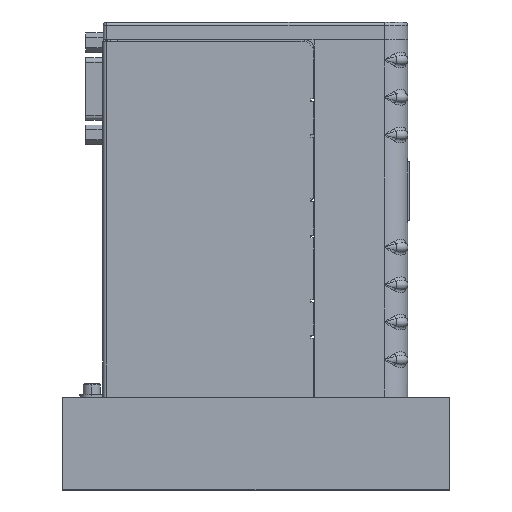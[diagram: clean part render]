
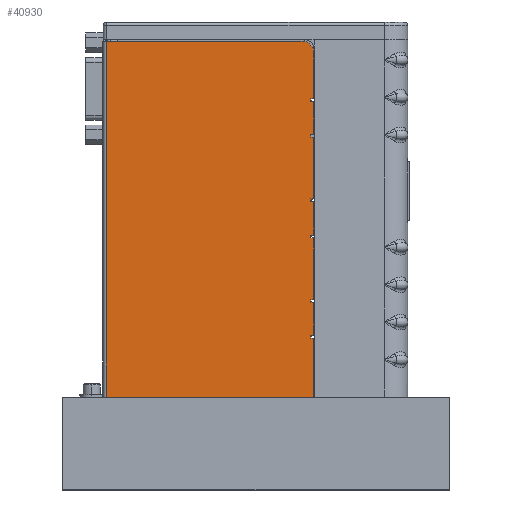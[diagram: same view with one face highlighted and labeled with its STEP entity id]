
A CAD part, top view. The second image highlights one B-rep face of the part: STEP entity #40930.
In plain terms, the highlighted face is planar.
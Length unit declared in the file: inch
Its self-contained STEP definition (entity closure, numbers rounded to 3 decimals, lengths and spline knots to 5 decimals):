
#38472=DIRECTION('',(0.,-1.,0.));
#38473=VECTOR('',#38472,3.8);
#38474=CARTESIAN_POINT('',(0.034,3.8,0.5625));
#38475=LINE('',#38474,#38473);
#38476=DIRECTION('',(-1.,0.,0.));
#38477=VECTOR('',#38476,2.091);
#38478=CARTESIAN_POINT('',(2.125,3.8,0.5625));
#38479=LINE('',#38478,#38477);
#38518=DIRECTION('',(1.,0.,0.));
#38519=VECTOR('',#38518,0.03);
#38520=CARTESIAN_POINT('',(2.22,3.185,0.5625));
#38521=LINE('',#38520,#38519);
#38526=DIRECTION('',(1.,0.,0.));
#38527=VECTOR('',#38526,0.03);
#38528=CARTESIAN_POINT('',(2.22,0.63,0.5625));
#38529=LINE('',#38528,#38527);
#38530=DIRECTION('',(0.,-1.,0.));
#38531=VECTOR('',#38530,0.63);
#38532=CARTESIAN_POINT('',(2.25,0.63,0.5625));
#38533=LINE('',#38532,#38531);
#38534=DIRECTION('',(-1.,0.,0.));
#38535=VECTOR('',#38534,2.216);
#38536=CARTESIAN_POINT('',(2.25,0.,0.5625));
#38537=LINE('',#38536,#38535);
#38538=CARTESIAN_POINT('',(2.125,3.675,0.5625));
#38539=DIRECTION('',(0.,0.,-1.));
#38540=DIRECTION('',(0.,1.,0.));
#38541=AXIS2_PLACEMENT_3D('',#38538,#38539,#38540);
#38543=DIRECTION('',(0.,-1.,0.));
#38544=VECTOR('',#38543,0.49);
#38545=CARTESIAN_POINT('',(2.25,3.675,0.5625));
#38546=LINE('',#38545,#38544);
#38547=DIRECTION('',(1.,0.,0.));
#38548=VECTOR('',#38547,0.03);
#38549=CARTESIAN_POINT('',(2.22,3.155,0.5625));
#38550=LINE('',#38549,#38548);
#38551=DIRECTION('',(0.,-1.,0.));
#38552=VECTOR('',#38551,0.35);
#38553=CARTESIAN_POINT('',(2.25,3.155,0.5625));
#38554=LINE('',#38553,#38552);
#38555=DIRECTION('',(1.,0.,0.));
#38556=VECTOR('',#38555,0.03);
#38557=CARTESIAN_POINT('',(2.22,2.775,0.5625));
#38558=LINE('',#38557,#38556);
#38559=DIRECTION('',(0.,-1.,0.));
#38560=VECTOR('',#38559,0.66);
#38561=CARTESIAN_POINT('',(2.25,2.775,0.5625));
#38562=LINE('',#38561,#38560);
#38563=DIRECTION('',(1.,0.,0.));
#38564=VECTOR('',#38563,0.03);
#38565=CARTESIAN_POINT('',(2.22,2.085,0.5625));
#38566=LINE('',#38565,#38564);
#38567=DIRECTION('',(0.,-1.,0.));
#38568=VECTOR('',#38567,0.355);
#38569=CARTESIAN_POINT('',(2.25,2.085,0.5625));
#38570=LINE('',#38569,#38568);
#38571=DIRECTION('',(1.,0.,0.));
#38572=VECTOR('',#38571,0.03);
#38573=CARTESIAN_POINT('',(2.22,1.7,0.5625));
#38574=LINE('',#38573,#38572);
#38575=DIRECTION('',(0.,-1.,0.));
#38576=VECTOR('',#38575,0.66);
#38577=CARTESIAN_POINT('',(2.25,1.7,0.5625));
#38578=LINE('',#38577,#38576);
#38579=DIRECTION('',(1.,0.,0.));
#38580=VECTOR('',#38579,0.03);
#38581=CARTESIAN_POINT('',(2.22,1.01,0.5625));
#38582=LINE('',#38581,#38580);
#38583=DIRECTION('',(0.,-1.,0.));
#38584=VECTOR('',#38583,0.35);
#38585=CARTESIAN_POINT('',(2.25,1.01,0.5625));
#38586=LINE('',#38585,#38584);
#38587=DIRECTION('',(0.,1.,0.));
#38588=VECTOR('',#38587,0.03);
#38589=CARTESIAN_POINT('',(2.22,0.63,0.5625));
#38590=LINE('',#38589,#38588);
#38618=DIRECTION('',(1.,0.,0.));
#38619=VECTOR('',#38618,0.03);
#38620=CARTESIAN_POINT('',(2.22,0.66,0.5625));
#38621=LINE('',#38620,#38619);
#38754=DIRECTION('',(0.,1.,0.));
#38755=VECTOR('',#38754,0.03);
#38756=CARTESIAN_POINT('',(2.22,1.01,0.5625));
#38757=LINE('',#38756,#38755);
#38762=DIRECTION('',(1.,0.,0.));
#38763=VECTOR('',#38762,0.03);
#38764=CARTESIAN_POINT('',(2.22,1.04,0.5625));
#38765=LINE('',#38764,#38763);
#38786=DIRECTION('',(0.,1.,0.));
#38787=VECTOR('',#38786,0.03);
#38788=CARTESIAN_POINT('',(2.22,1.7,0.5625));
#38789=LINE('',#38788,#38787);
#38816=DIRECTION('',(1.,0.,0.));
#38817=VECTOR('',#38816,0.03);
#38818=CARTESIAN_POINT('',(2.22,1.73,0.5625));
#38819=LINE('',#38818,#38817);
#38890=DIRECTION('',(0.,1.,0.));
#38891=VECTOR('',#38890,0.03);
#38892=CARTESIAN_POINT('',(2.22,2.085,0.5625));
#38893=LINE('',#38892,#38891);
#38898=DIRECTION('',(1.,0.,0.));
#38899=VECTOR('',#38898,0.03);
#38900=CARTESIAN_POINT('',(2.22,2.115,0.5625));
#38901=LINE('',#38900,#38899);
#38922=DIRECTION('',(0.,1.,0.));
#38923=VECTOR('',#38922,0.03);
#38924=CARTESIAN_POINT('',(2.22,2.775,0.5625));
#38925=LINE('',#38924,#38923);
#38953=DIRECTION('',(1.,0.,0.));
#38954=VECTOR('',#38953,0.03);
#38955=CARTESIAN_POINT('',(2.22,2.805,0.5625));
#38956=LINE('',#38955,#38954);
#39028=DIRECTION('',(0.,1.,0.));
#39029=VECTOR('',#39028,0.03);
#39030=CARTESIAN_POINT('',(2.22,3.155,0.5625));
#39031=LINE('',#39030,#39029);
#40024=CARTESIAN_POINT('',(0.034,0.,0.5625));
#40025=VERTEX_POINT('',#40024);
#40026=CARTESIAN_POINT('',(2.25,0.,0.5625));
#40027=VERTEX_POINT('',#40026);
#40190=CARTESIAN_POINT('',(2.22,0.63,0.5625));
#40191=CARTESIAN_POINT('',(2.22,0.66,0.5625));
#40192=VERTEX_POINT('',#40190);
#40193=VERTEX_POINT('',#40191);
#40202=CARTESIAN_POINT('',(2.25,0.63,0.5625));
#40203=VERTEX_POINT('',#40202);
#40204=CARTESIAN_POINT('',(0.034,3.8,0.5625));
#40205=VERTEX_POINT('',#40204);
#40206=CARTESIAN_POINT('',(2.125,3.8,0.5625));
#40207=VERTEX_POINT('',#40206);
#40208=CARTESIAN_POINT('',(2.25,3.675,0.5625));
#40209=VERTEX_POINT('',#40208);
#40210=CARTESIAN_POINT('',(2.25,3.185,0.5625));
#40211=VERTEX_POINT('',#40210);
#40212=CARTESIAN_POINT('',(2.22,3.185,0.5625));
#40213=VERTEX_POINT('',#40212);
#40214=CARTESIAN_POINT('',(2.22,3.155,0.5625));
#40215=VERTEX_POINT('',#40214);
#40216=CARTESIAN_POINT('',(2.25,3.155,0.5625));
#40217=VERTEX_POINT('',#40216);
#40218=CARTESIAN_POINT('',(2.25,2.805,0.5625));
#40219=VERTEX_POINT('',#40218);
#40220=CARTESIAN_POINT('',(2.22,2.805,0.5625));
#40221=VERTEX_POINT('',#40220);
#40222=CARTESIAN_POINT('',(2.22,2.775,0.5625));
#40223=VERTEX_POINT('',#40222);
#40224=CARTESIAN_POINT('',(2.25,2.775,0.5625));
#40225=VERTEX_POINT('',#40224);
#40226=CARTESIAN_POINT('',(2.25,2.115,0.5625));
#40227=VERTEX_POINT('',#40226);
#40228=CARTESIAN_POINT('',(2.22,2.115,0.5625));
#40229=VERTEX_POINT('',#40228);
#40230=CARTESIAN_POINT('',(2.22,2.085,0.5625));
#40231=VERTEX_POINT('',#40230);
#40232=CARTESIAN_POINT('',(2.25,2.085,0.5625));
#40233=VERTEX_POINT('',#40232);
#40234=CARTESIAN_POINT('',(2.25,1.73,0.5625));
#40235=VERTEX_POINT('',#40234);
#40236=CARTESIAN_POINT('',(2.22,1.73,0.5625));
#40237=VERTEX_POINT('',#40236);
#40238=CARTESIAN_POINT('',(2.22,1.7,0.5625));
#40239=VERTEX_POINT('',#40238);
#40240=CARTESIAN_POINT('',(2.25,1.7,0.5625));
#40241=VERTEX_POINT('',#40240);
#40242=CARTESIAN_POINT('',(2.25,1.04,0.5625));
#40243=VERTEX_POINT('',#40242);
#40244=CARTESIAN_POINT('',(2.22,1.04,0.5625));
#40245=VERTEX_POINT('',#40244);
#40246=CARTESIAN_POINT('',(2.22,1.01,0.5625));
#40247=VERTEX_POINT('',#40246);
#40248=CARTESIAN_POINT('',(2.25,1.01,0.5625));
#40249=VERTEX_POINT('',#40248);
#40250=CARTESIAN_POINT('',(2.25,0.66,0.5625));
#40251=VERTEX_POINT('',#40250);
#40871=CARTESIAN_POINT('',(0.,0.,0.5625));
#40872=DIRECTION('',(0.,0.,1.));
#40873=DIRECTION('',(1.,0.,0.));
#40874=AXIS2_PLACEMENT_3D('',#40871,#40872,#40873);
#40875=PLANE('',#40874);
#40877=ORIENTED_EDGE('',*,*,#40876,.F.);
#40879=ORIENTED_EDGE('',*,*,#40878,.T.);
#40881=ORIENTED_EDGE('',*,*,#40880,.T.);
#40882=ORIENTED_EDGE('',*,*,#40777,.T.);
#40883=ORIENTED_EDGE('',*,*,#40798,.F.);
#40884=ORIENTED_EDGE('',*,*,#40811,.F.);
#40885=ORIENTED_EDGE('',*,*,#40833,.T.);
#40886=ORIENTED_EDGE('',*,*,#40848,.T.);
#40887=ORIENTED_EDGE('',*,*,#40861,.F.);
#40889=ORIENTED_EDGE('',*,*,#40888,.F.);
#40891=ORIENTED_EDGE('',*,*,#40890,.T.);
#40893=ORIENTED_EDGE('',*,*,#40892,.T.);
#40895=ORIENTED_EDGE('',*,*,#40894,.F.);
#40897=ORIENTED_EDGE('',*,*,#40896,.F.);
#40899=ORIENTED_EDGE('',*,*,#40898,.T.);
#40901=ORIENTED_EDGE('',*,*,#40900,.T.);
#40903=ORIENTED_EDGE('',*,*,#40902,.F.);
#40905=ORIENTED_EDGE('',*,*,#40904,.F.);
#40907=ORIENTED_EDGE('',*,*,#40906,.T.);
#40909=ORIENTED_EDGE('',*,*,#40908,.T.);
#40911=ORIENTED_EDGE('',*,*,#40910,.F.);
#40913=ORIENTED_EDGE('',*,*,#40912,.F.);
#40915=ORIENTED_EDGE('',*,*,#40914,.T.);
#40917=ORIENTED_EDGE('',*,*,#40916,.T.);
#40919=ORIENTED_EDGE('',*,*,#40918,.F.);
#40921=ORIENTED_EDGE('',*,*,#40920,.F.);
#40923=ORIENTED_EDGE('',*,*,#40922,.T.);
#40925=ORIENTED_EDGE('',*,*,#40924,.T.);
#40927=ORIENTED_EDGE('',*,*,#40926,.F.);
#40928=EDGE_LOOP('',(#40877,#40879,#40881,#40882,#40883,#40884,#40885,#40886,
#40887,#40889,#40891,#40893,#40895,#40897,#40899,#40901,#40903,#40905,#40907,
#40909,#40911,#40913,#40915,#40917,#40919,#40921,#40923,#40925,#40927));
#40929=FACE_OUTER_BOUND('',#40928,.F.);
#40930=ADVANCED_FACE('',(#40929),#40875,.T.);
#38542=CIRCLE('',#38541,0.125);
#40777=EDGE_CURVE('',#40027,#40025,#38537,.T.);
#40798=EDGE_CURVE('',#40205,#40025,#38475,.T.);
#40811=EDGE_CURVE('',#40207,#40205,#38479,.T.);
#40833=EDGE_CURVE('',#40207,#40209,#38542,.T.);
#40848=EDGE_CURVE('',#40209,#40211,#38546,.T.);
#40861=EDGE_CURVE('',#40213,#40211,#38521,.T.);
#40876=EDGE_CURVE('',#40192,#40193,#38590,.T.);
#40878=EDGE_CURVE('',#40192,#40203,#38529,.T.);
#40880=EDGE_CURVE('',#40203,#40027,#38533,.T.);
#40888=EDGE_CURVE('',#40215,#40213,#39031,.T.);
#40890=EDGE_CURVE('',#40215,#40217,#38550,.T.);
#40892=EDGE_CURVE('',#40217,#40219,#38554,.T.);
#40894=EDGE_CURVE('',#40221,#40219,#38956,.T.);
#40896=EDGE_CURVE('',#40223,#40221,#38925,.T.);
#40898=EDGE_CURVE('',#40223,#40225,#38558,.T.);
#40900=EDGE_CURVE('',#40225,#40227,#38562,.T.);
#40902=EDGE_CURVE('',#40229,#40227,#38901,.T.);
#40904=EDGE_CURVE('',#40231,#40229,#38893,.T.);
#40906=EDGE_CURVE('',#40231,#40233,#38566,.T.);
#40908=EDGE_CURVE('',#40233,#40235,#38570,.T.);
#40910=EDGE_CURVE('',#40237,#40235,#38819,.T.);
#40912=EDGE_CURVE('',#40239,#40237,#38789,.T.);
#40914=EDGE_CURVE('',#40239,#40241,#38574,.T.);
#40916=EDGE_CURVE('',#40241,#40243,#38578,.T.);
#40918=EDGE_CURVE('',#40245,#40243,#38765,.T.);
#40920=EDGE_CURVE('',#40247,#40245,#38757,.T.);
#40922=EDGE_CURVE('',#40247,#40249,#38582,.T.);
#40924=EDGE_CURVE('',#40249,#40251,#38586,.T.);
#40926=EDGE_CURVE('',#40193,#40251,#38621,.T.);
